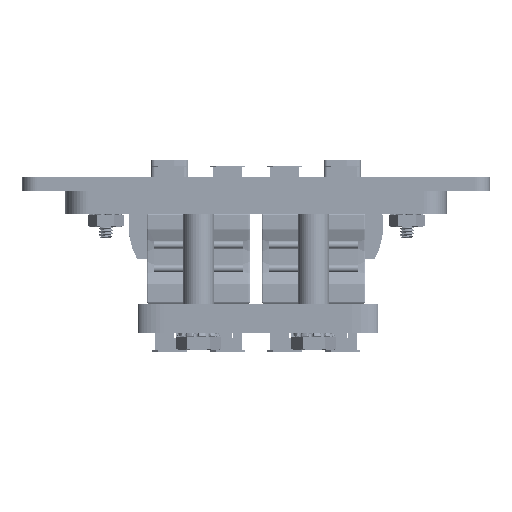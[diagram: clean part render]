
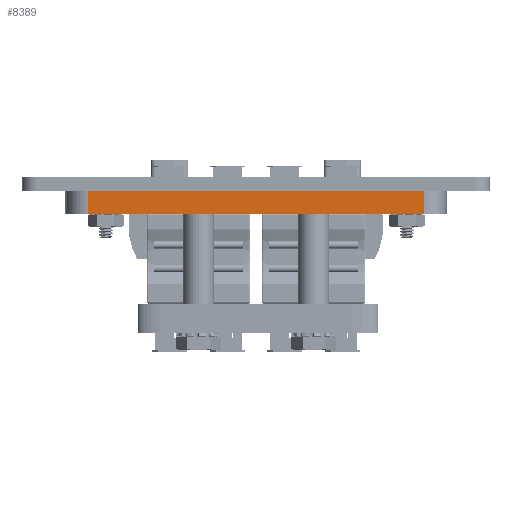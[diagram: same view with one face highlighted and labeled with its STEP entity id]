
A CAD part, left-side view. The second image highlights one B-rep face of the part: STEP entity #8389.
In plain terms, the highlighted planar face has unit normal (-1, 0, 0).
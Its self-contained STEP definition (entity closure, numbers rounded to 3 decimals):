
#2199 = FACE_OUTER_BOUND ( 'NONE', #19034, .T. ) ;
#5782 = DIRECTION ( 'NONE',  ( 0., 0., -1. ) ) ;
#6459 = VERTEX_POINT ( 'NONE', #24031 ) ;
#7691 = DIRECTION ( 'NONE',  ( 0., -1., 0. ) ) ;
#8384 = VERTEX_POINT ( 'NONE', #66143 ) ;
#8389 = ADVANCED_FACE ( 'NONE', ( #2199 ), #19804, .F. ) ;
#9969 = CARTESIAN_POINT ( 'NONE',  ( -233.588, 130.364, 0. ) ) ;
#11622 = EDGE_CURVE ( 'NONE', #43508, #6459, #22946, .T. ) ;
#19034 = EDGE_LOOP ( 'NONE', ( #109640, #23084, #20601, #48198 ) ) ;
#19804 = PLANE ( 'NONE',  #93376 ) ;
#20601 = ORIENTED_EDGE ( 'NONE', *, *, #34533, .F. ) ;
#22946 = LINE ( 'NONE', #55730, #112602 ) ;
#23084 = ORIENTED_EDGE ( 'NONE', *, *, #70400, .F. ) ;
#24031 = CARTESIAN_POINT ( 'NONE',  ( -233.588, 130.364, 0. ) ) ;
#29318 = DIRECTION ( 'NONE',  ( 0., 0., -1. ) ) ;
#32360 = EDGE_CURVE ( 'NONE', #6459, #82224, #52080, .T. ) ;
#32750 = VECTOR ( 'NONE', #7691, 1000. ) ;
#34533 = EDGE_CURVE ( 'NONE', #43508, #8384, #55843, .T. ) ;
#37283 = CARTESIAN_POINT ( 'NONE',  ( -233.588, 130.364, 4.572 ) ) ;
#38577 = DIRECTION ( 'NONE',  ( 0., 0., -1. ) ) ;
#43508 = VERTEX_POINT ( 'NONE', #46679 ) ;
#46679 = CARTESIAN_POINT ( 'NONE',  ( -233.588, 130.364, 4.572 ) ) ;
#48198 = ORIENTED_EDGE ( 'NONE', *, *, #11622, .T. ) ;
#52080 = LINE ( 'NONE', #9969, #75227 ) ;
#55730 = CARTESIAN_POINT ( 'NONE',  ( -233.588, 130.364, 4.572 ) ) ;
#55843 = LINE ( 'NONE', #103129, #32750 ) ;
#66143 = CARTESIAN_POINT ( 'NONE',  ( -233.588, 61.036, 4.572 ) ) ;
#70400 = EDGE_CURVE ( 'NONE', #8384, #82224, #75079, .T. ) ;
#75079 = LINE ( 'NONE', #109625, #98124 ) ;
#75227 = VECTOR ( 'NONE', #103407, 1000. ) ;
#82224 = VERTEX_POINT ( 'NONE', #84304 ) ;
#84304 = CARTESIAN_POINT ( 'NONE',  ( -233.588, 61.036, 0. ) ) ;
#93376 = AXIS2_PLACEMENT_3D ( 'NONE', #37283, #106383, #29318 ) ;
#98124 = VECTOR ( 'NONE', #5782, 1000. ) ;
#103129 = CARTESIAN_POINT ( 'NONE',  ( -233.588, 130.364, 4.572 ) ) ;
#103407 = DIRECTION ( 'NONE',  ( 0., -1., 0. ) ) ;
#106383 = DIRECTION ( 'NONE',  ( 1., 0., 0. ) ) ;
#109625 = CARTESIAN_POINT ( 'NONE',  ( -233.588, 61.036, 4.572 ) ) ;
#109640 = ORIENTED_EDGE ( 'NONE', *, *, #32360, .T. ) ;
#112602 = VECTOR ( 'NONE', #38577, 1000. ) ;
